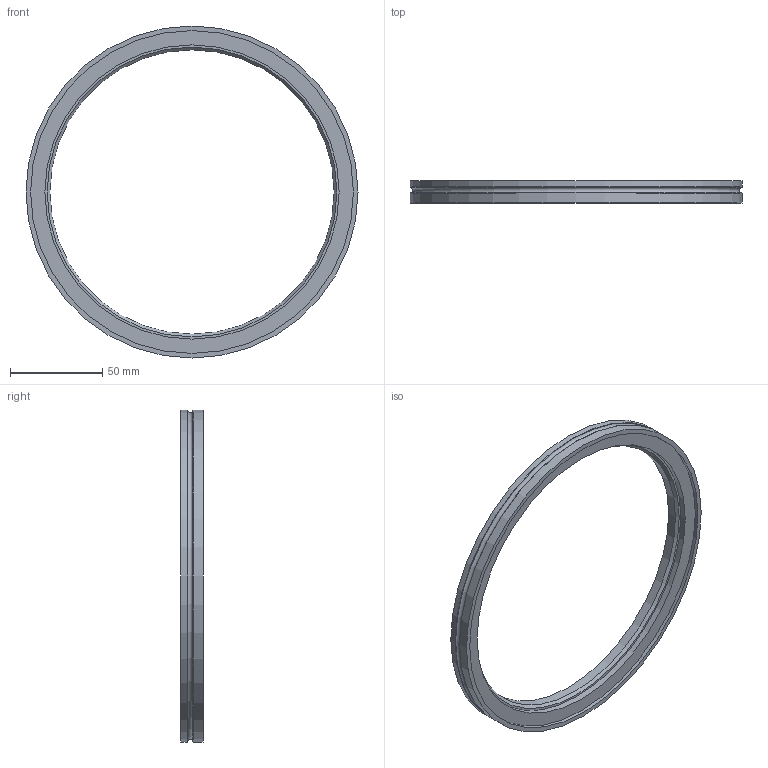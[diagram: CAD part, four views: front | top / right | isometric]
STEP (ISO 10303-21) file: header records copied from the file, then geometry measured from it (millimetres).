
FILE_DESCRIPTION (( 'STEP AP214' ), '1' );
FILE_NAME ('BS1ISOK160159 FULLVAC.STEP', '2024-05-22T12:45:40', ( '' ), ( '' ), 'SwSTEP 2.0', 'SolidWorks 2017', '' );
FILE_SCHEMA (( 'AUTOMOTIVE_DESIGN' ));
Length unit declared in the file: millimetre
Products named in the file (1): BS1ISOK160159 FULLVAC
Bounding box: 180 x 12 x 180 mm (x, y, z)
Volume: 63532.6 mm3; surface area: 26802 mm2
Topology: 1 solids, 1 shells, 13 faces, 23 edges, 14 vertices
Faces by surface type: cylinder 5, plane 4, torus 3, cone 1
Full cylindrical faces by diameter (mm): 154.15 x1, 159.55 x1, 175 x1, 180 x2
Entity records: 302 total; most frequent: DIRECTION 54, CARTESIAN_POINT 40, AXIS2_PLACEMENT_3D 27, EDGE_LOOP 26, ORIENTED_EDGE 26, FACE_OUTER_BOUND 21, VERTEX_POINT 13, EDGE_CURVE 13
